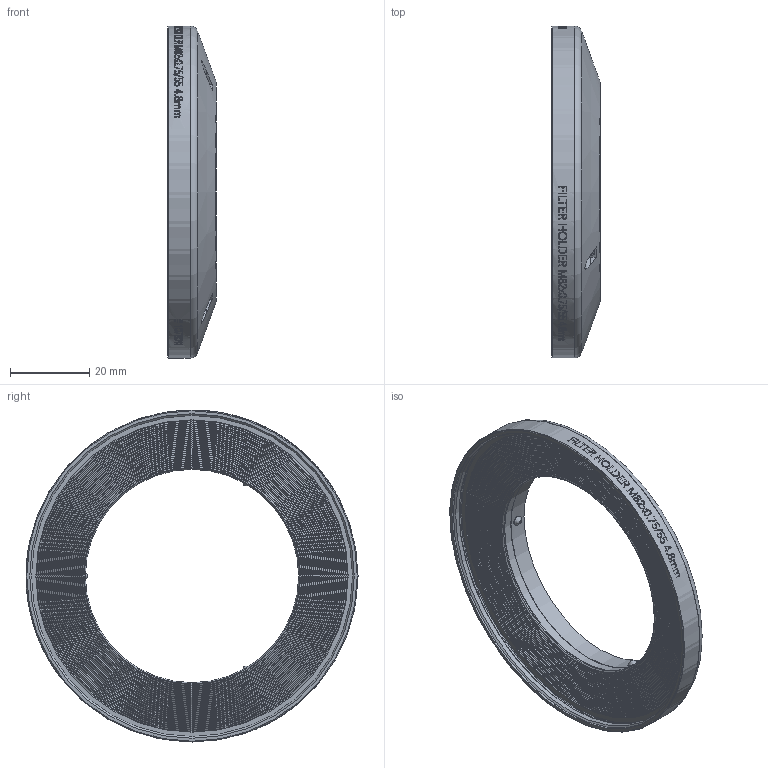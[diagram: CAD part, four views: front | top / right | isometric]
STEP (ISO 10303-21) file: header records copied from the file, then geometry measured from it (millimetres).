
FILE_DESCRIPTION(/* description */ (''),/* implementation_level */ '2;1');
FILE_NAME(/* name */ '1078041_00149940_002.stp',/* time_stamp */ '2022-05-04T14:10:53+02:00',/* author */ (''),/* organization */ (''),/* preprocessor_version */ 'ST-DEVELOPER v16',/* originating_system */ 'SIEMENS PLM Software NX 10.0',/* authorisation */ '');
FILE_SCHEMA (('AP203_CONFIGURATION_CONTROLLED_3D_DESIGN_OF_MECHANICAL_PARTS_AND_ASSEMBLIES_MIM_LF { 1 0 10303 403 2 1 2}'));
Length unit declared in the file: millimetre
Products named in the file (1): Froe5DC0CD8Dcepf
Bounding box: 12.3 x 84 x 84 mm (x, y, z)
Volume: 19417.1 mm3; surface area: 13294.5 mm2
Topology: 1 solids, 2 shells, 223 faces, 753 edges, 622 vertices
Faces by surface type: cylinder 118, plane 39, cone 37, torus 29
Full cylindrical faces by diameter (mm): 2.1 x3, 2.5 x3, 54 x1, 55 x1, 55.1 x1, 56 x1, 57 x1, 58 x1, 59 x1, 60 x1, 61 x1, 62 x1, 63 x1, 64 x1, 65 x1, 66 x1, 67 x1, 68 x1, 69 x1, 70 x1, 71 x1, 72 x1, 73 x1, 74 x1, 75 x1, 76 x1, 77 x1, 78 x1, 79 x1, 81.26 x1
Entity records: 9689 total; most frequent: CARTESIAN_POINT 3973, ORIENTED_EDGE 1284, DIRECTION 742, EDGE_CURVE 643, VERTEX_POINT 616, B_SPLINE_CURVE_WITH_KNOTS 463, EDGE_LOOP 419, AXIS2_PLACEMENT_3D 338
